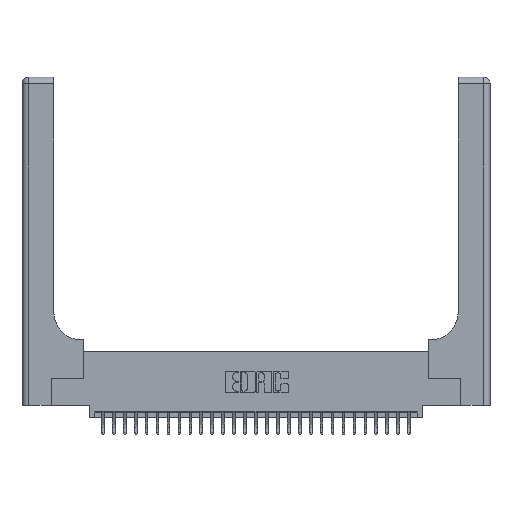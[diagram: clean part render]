
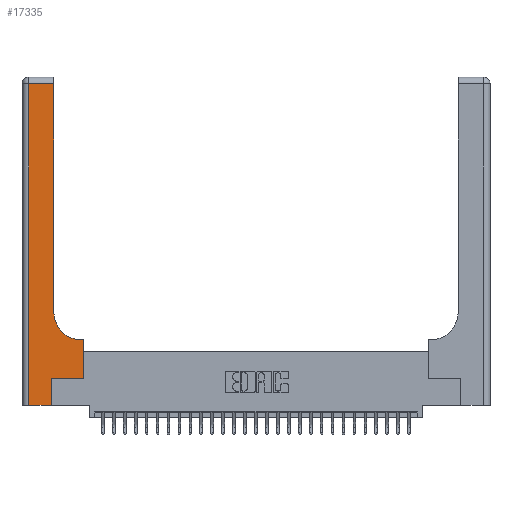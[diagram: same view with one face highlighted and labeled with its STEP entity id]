
A CAD part, top view. The second image highlights one B-rep face of the part: STEP entity #17335.
In plain terms, the highlighted planar face has unit normal (0, 0, 1).
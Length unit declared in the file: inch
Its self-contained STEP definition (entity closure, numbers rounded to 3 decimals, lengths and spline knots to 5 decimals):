
#1118 = CARTESIAN_POINT ( 'NONE',  ( 0.269, 0., 0.37 ) ) ;
#1414 = LINE ( 'NONE', #1118, #17718 ) ;
#1818 = VERTEX_POINT ( 'NONE', #5526 ) ;
#2623 = CARTESIAN_POINT ( 'NONE',  ( 0.06, 0., 0.37 ) ) ;
#3046 = CARTESIAN_POINT ( 'NONE',  ( 0., 3., 0.37 ) ) ;
#3267 = VERTEX_POINT ( 'NONE', #23993 ) ;
#3594 = CARTESIAN_POINT ( 'NONE',  ( 0.5415, 0.6, 0.37 ) ) ;
#4517 = VERTEX_POINT ( 'NONE', #3594 ) ;
#4685 = VECTOR ( 'NONE', #23977, 39.37008 ) ;
#5147 = ORIENTED_EDGE ( 'NONE', *, *, #19637, .T. ) ;
#5278 = EDGE_CURVE ( 'NONE', #29385, #3267, #7704, .T. ) ;
#5314 = ORIENTED_EDGE ( 'NONE', *, *, #29130, .T. ) ;
#5356 = DIRECTION ( 'NONE',  ( 0., 0., -1. ) ) ;
#5372 = ORIENTED_EDGE ( 'NONE', *, *, #8649, .T. ) ;
#5526 = CARTESIAN_POINT ( 'NONE',  ( 0.06, 2.94, 0.37 ) ) ;
#5556 = EDGE_CURVE ( 'NONE', #1818, #19523, #19985, .T. ) ;
#5569 = CARTESIAN_POINT ( 'NONE',  ( 0.5585, 0.6, 0.37 ) ) ;
#5812 = CARTESIAN_POINT ( 'NONE',  ( 0., 0., 0.37 ) ) ;
#6282 = CARTESIAN_POINT ( 'NONE',  ( 0., 2.94, 0.37 ) ) ;
#6718 = EDGE_CURVE ( 'NONE', #12500, #4517, #15618, .T. ) ;
#6992 = VECTOR ( 'NONE', #12674, 39.37008 ) ;
#7107 = DIRECTION ( 'NONE',  ( 0., -1., 0. ) ) ;
#7704 = LINE ( 'NONE', #8009, #6992 ) ;
#7743 = CARTESIAN_POINT ( 'NONE',  ( 0.5415, 0.85, 0.37 ) ) ;
#8009 = CARTESIAN_POINT ( 'NONE',  ( 0.2915, 3., 0.37 ) ) ;
#8069 = VERTEX_POINT ( 'NONE', #17655 ) ;
#8649 = EDGE_CURVE ( 'NONE', #3267, #1818, #25314, .T. ) ;
#9054 = ORIENTED_EDGE ( 'NONE', *, *, #6718, .T. ) ;
#10024 = ORIENTED_EDGE ( 'NONE', *, *, #23152, .T. ) ;
#10076 = DIRECTION ( 'NONE',  ( 1., 0., 0. ) ) ;
#10970 = FACE_OUTER_BOUND ( 'NONE', #25664, .T. ) ;
#11092 = ORIENTED_EDGE ( 'NONE', *, *, #5556, .T. ) ;
#12500 = VERTEX_POINT ( 'NONE', #5569 ) ;
#12674 = DIRECTION ( 'NONE',  ( 0., 1., 0. ) ) ;
#12903 = CARTESIAN_POINT ( 'NONE',  ( 0.269, 0.25, 0.37 ) ) ;
#13642 = VECTOR ( 'NONE', #26506, 39.37008 ) ;
#14163 = ORIENTED_EDGE ( 'NONE', *, *, #16252, .T. ) ;
#15430 = LINE ( 'NONE', #5812, #28489 ) ;
#15618 = LINE ( 'NONE', #25280, #19533 ) ;
#16252 = EDGE_CURVE ( 'NONE', #19523, #8069, #15430, .T. ) ;
#16302 = VERTEX_POINT ( 'NONE', #12903 ) ;
#16907 = PLANE ( 'NONE',  #28647 ) ;
#16997 = LINE ( 'NONE', #21611, #4685 ) ;
#17168 = CARTESIAN_POINT ( 'NONE',  ( 0.269, 0.25, 0.37 ) ) ;
#17335 = ADVANCED_FACE ( 'NONE', ( #10970 ), #16907, .F. ) ;
#17655 = CARTESIAN_POINT ( 'NONE',  ( 0.269, 0., 0.37 ) ) ;
#17718 = VECTOR ( 'NONE', #19737, 39.37008 ) ;
#19523 = VERTEX_POINT ( 'NONE', #2623 ) ;
#19533 = VECTOR ( 'NONE', #27650, 39.37008 ) ;
#19637 = EDGE_CURVE ( 'NONE', #29775, #12500, #16997, .T. ) ;
#19706 = CARTESIAN_POINT ( 'NONE',  ( 0.5585, 0.25, 0.37 ) ) ;
#19737 = DIRECTION ( 'NONE',  ( 0., 1., 0. ) ) ;
#19774 = LINE ( 'NONE', #17168, #13642 ) ;
#19917 = AXIS2_PLACEMENT_3D ( 'NONE', #7743, #23953, #10076 ) ;
#19985 = LINE ( 'NONE', #23302, #28383 ) ;
#20050 = CIRCLE ( 'NONE', #19917, 0.25 ) ;
#20271 = ORIENTED_EDGE ( 'NONE', *, *, #24789, .T. ) ;
#20427 = ORIENTED_EDGE ( 'NONE', *, *, #5278, .T. ) ;
#21530 = DIRECTION ( 'NONE',  ( -1., 0., 0. ) ) ;
#21611 = CARTESIAN_POINT ( 'NONE',  ( 0.5585, 0.25, 0.37 ) ) ;
#21977 = DIRECTION ( 'NONE',  ( 1., 0., 0. ) ) ;
#22357 = DIRECTION ( 'NONE',  ( -1., 0., 0. ) ) ;
#23152 = EDGE_CURVE ( 'NONE', #16302, #29775, #19774, .T. ) ;
#23302 = CARTESIAN_POINT ( 'NONE',  ( 0.06, 3., 0.37 ) ) ;
#23953 = DIRECTION ( 'NONE',  ( 0., 0., -1. ) ) ;
#23977 = DIRECTION ( 'NONE',  ( 0., 1., 0. ) ) ;
#23993 = CARTESIAN_POINT ( 'NONE',  ( 0.2915, 2.94, 0.37 ) ) ;
#24789 = EDGE_CURVE ( 'NONE', #4517, #29385, #20050, .T. ) ;
#25280 = CARTESIAN_POINT ( 'NONE',  ( 0.2915, 0.6, 0.37 ) ) ;
#25314 = LINE ( 'NONE', #6282, #29339 ) ;
#25664 = EDGE_LOOP ( 'NONE', ( #20427, #5372, #11092, #14163, #5314, #10024, #5147, #9054, #20271 ) ) ;
#26506 = DIRECTION ( 'NONE',  ( 1., 0., 0. ) ) ;
#27604 = CARTESIAN_POINT ( 'NONE',  ( 0.2915, 0.85, 0.37 ) ) ;
#27650 = DIRECTION ( 'NONE',  ( -1., 0., 0. ) ) ;
#28383 = VECTOR ( 'NONE', #7107, 39.37008 ) ;
#28489 = VECTOR ( 'NONE', #21977, 39.37008 ) ;
#28647 = AXIS2_PLACEMENT_3D ( 'NONE', #3046, #5356, #21530 ) ;
#29130 = EDGE_CURVE ( 'NONE', #8069, #16302, #1414, .T. ) ;
#29339 = VECTOR ( 'NONE', #22357, 39.37008 ) ;
#29385 = VERTEX_POINT ( 'NONE', #27604 ) ;
#29775 = VERTEX_POINT ( 'NONE', #19706 ) ;
